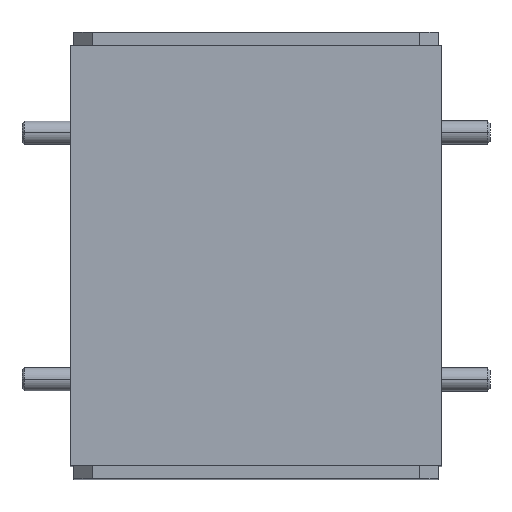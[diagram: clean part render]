
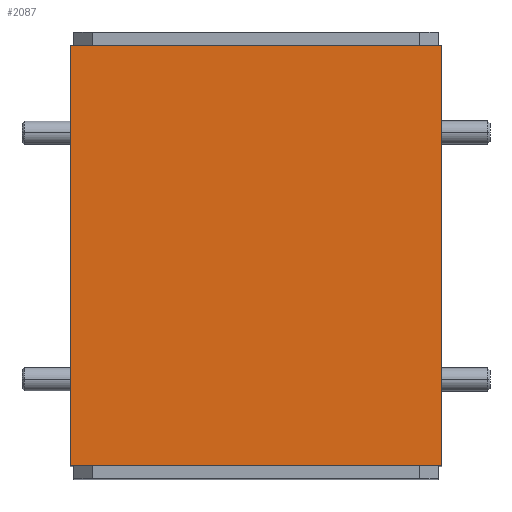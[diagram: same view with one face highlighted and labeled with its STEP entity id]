
A CAD part, top view. The second image highlights one B-rep face of the part: STEP entity #2087.
In plain terms, the highlighted planar face has unit normal (0, 0, 1).
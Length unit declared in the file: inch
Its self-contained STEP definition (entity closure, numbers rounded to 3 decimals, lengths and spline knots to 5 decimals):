
#293 = LINE ( 'NONE', #14821, #6343 ) ;
#668 = CARTESIAN_POINT ( 'NONE',  ( -0.5, 0.565, 0.5825 ) ) ;
#759 = VECTOR ( 'NONE', #4402, 39.37008 ) ;
#928 = ORIENTED_EDGE ( 'NONE', *, *, #1687, .T. ) ;
#1171 = VERTEX_POINT ( 'NONE', #9376 ) ;
#1608 = EDGE_LOOP ( 'NONE', ( #928, #15224, #13730, #5524 ) ) ;
#1687 = EDGE_CURVE ( 'NONE', #6757, #6327, #14226, .T. ) ;
#1727 = CARTESIAN_POINT ( 'NONE',  ( -0.5, 0.565, 0.5825 ) ) ;
#2087 = ADVANCED_FACE ( 'NONE', ( #15124 ), #12705, .F. ) ;
#2180 = LINE ( 'NONE', #8011, #14207 ) ;
#3250 = DIRECTION ( 'NONE',  ( 0., 0., -1. ) ) ;
#3454 = CARTESIAN_POINT ( 'NONE',  ( -0.5, 0.565, 0.5825 ) ) ;
#3674 = EDGE_CURVE ( 'NONE', #1171, #6327, #2180, .T. ) ;
#4402 = DIRECTION ( 'NONE',  ( 0., -1., 0. ) ) ;
#4675 = CARTESIAN_POINT ( 'NONE',  ( -0.5, -0.565, 0.5825 ) ) ;
#5524 = ORIENTED_EDGE ( 'NONE', *, *, #7895, .T. ) ;
#6024 = CARTESIAN_POINT ( 'NONE',  ( -0.5, -0.565, 0.5825 ) ) ;
#6327 = VERTEX_POINT ( 'NONE', #11594 ) ;
#6343 = VECTOR ( 'NONE', #14592, 39.37008 ) ;
#6757 = VERTEX_POINT ( 'NONE', #4675 ) ;
#6889 = LINE ( 'NONE', #3454, #759 ) ;
#7784 = AXIS2_PLACEMENT_3D ( 'NONE', #668, #3250, #13807 ) ;
#7895 = EDGE_CURVE ( 'NONE', #10603, #6757, #6889, .T. ) ;
#8011 = CARTESIAN_POINT ( 'NONE',  ( 0.5, 0.565, 0.5825 ) ) ;
#8777 = VECTOR ( 'NONE', #9533, 39.37008 ) ;
#9086 = EDGE_CURVE ( 'NONE', #10603, #1171, #293, .T. ) ;
#9376 = CARTESIAN_POINT ( 'NONE',  ( 0.5, 0.565, 0.5825 ) ) ;
#9533 = DIRECTION ( 'NONE',  ( 1., 0., 0. ) ) ;
#10603 = VERTEX_POINT ( 'NONE', #1727 ) ;
#11594 = CARTESIAN_POINT ( 'NONE',  ( 0.5, -0.565, 0.5825 ) ) ;
#11836 = DIRECTION ( 'NONE',  ( 0., -1., 0. ) ) ;
#12705 = PLANE ( 'NONE',  #7784 ) ;
#13730 = ORIENTED_EDGE ( 'NONE', *, *, #9086, .F. ) ;
#13807 = DIRECTION ( 'NONE',  ( -1., 0., 0. ) ) ;
#14207 = VECTOR ( 'NONE', #11836, 39.37008 ) ;
#14226 = LINE ( 'NONE', #6024, #8777 ) ;
#14592 = DIRECTION ( 'NONE',  ( 1., 0., 0. ) ) ;
#14821 = CARTESIAN_POINT ( 'NONE',  ( -0.5, 0.565, 0.5825 ) ) ;
#15124 = FACE_OUTER_BOUND ( 'NONE', #1608, .T. ) ;
#15224 = ORIENTED_EDGE ( 'NONE', *, *, #3674, .F. ) ;
